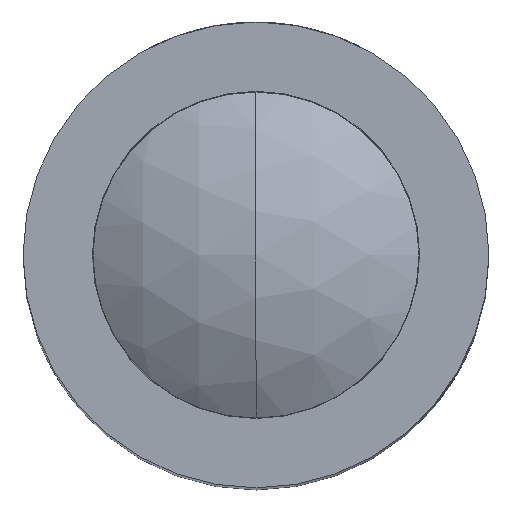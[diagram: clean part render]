
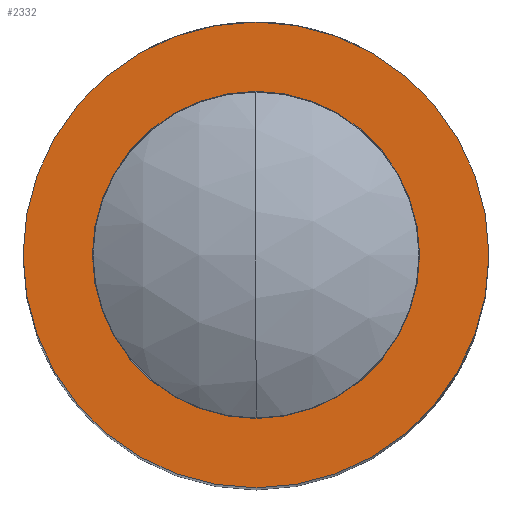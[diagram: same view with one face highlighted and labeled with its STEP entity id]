
A CAD part, top view. The second image highlights one B-rep face of the part: STEP entity #2332.
In plain terms, the highlighted planar face has unit normal (0, 0, 1).
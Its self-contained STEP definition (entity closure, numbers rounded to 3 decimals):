
#119 = CARTESIAN_POINT ( 'NONE',  ( 0., -2.007, 67.732 ) ) ;
#904 = DIRECTION ( 'NONE',  ( 0., -1., 0. ) ) ;
#963 = EDGE_LOOP ( 'NONE', ( #1736, #6331 ) ) ;
#1169 = EDGE_LOOP ( 'NONE', ( #5598, #7164 ) ) ;
#1223 = DIRECTION ( 'NONE',  ( 0., -1., 0. ) ) ;
#1287 = EDGE_CURVE ( 'NONE', #2605, #8397, #7316, .T. ) ;
#1365 = EDGE_CURVE ( 'NONE', #7480, #6070, #5280, .T. ) ;
#1736 = ORIENTED_EDGE ( 'NONE', *, *, #2645, .F. ) ;
#1849 = CARTESIAN_POINT ( 'NONE',  ( 0., 0., 67.732 ) ) ;
#2062 = AXIS2_PLACEMENT_3D ( 'NONE', #3552, #6773, #7504 ) ;
#2332 = ADVANCED_FACE ( 'NONE', ( #3055, #6578 ), #3705, .T. ) ;
#2588 = CIRCLE ( 'NONE', #3006, 2.857 ) ;
#2605 = VERTEX_POINT ( 'NONE', #6799 ) ;
#2645 = EDGE_CURVE ( 'NONE', #6070, #7480, #4144, .T. ) ;
#2672 = AXIS2_PLACEMENT_3D ( 'NONE', #3132, #3111, #7611 ) ;
#3006 = AXIS2_PLACEMENT_3D ( 'NONE', #5292, #3345, #3377 ) ;
#3055 = FACE_BOUND ( 'NONE', #963, .T. ) ;
#3111 = DIRECTION ( 'NONE',  ( 0., 0., 1. ) ) ;
#3132 = CARTESIAN_POINT ( 'NONE',  ( 0., 0., 67.732 ) ) ;
#3345 = DIRECTION ( 'NONE',  ( 0., 0., 1. ) ) ;
#3377 = DIRECTION ( 'NONE',  ( 0., -1., 0. ) ) ;
#3449 = EDGE_CURVE ( 'NONE', #8397, #2605, #2588, .T. ) ;
#3552 = CARTESIAN_POINT ( 'NONE',  ( 0., 0., 67.732 ) ) ;
#3705 = PLANE ( 'NONE',  #8392 ) ;
#4144 = CIRCLE ( 'NONE', #2672, 2.007 ) ;
#4202 = CARTESIAN_POINT ( 'NONE',  ( 0., 0., 67.732 ) ) ;
#4333 = CARTESIAN_POINT ( 'NONE',  ( 0., 2.007, 67.732 ) ) ;
#4878 = DIRECTION ( 'NONE',  ( 0., 0., 1. ) ) ;
#5280 = CIRCLE ( 'NONE', #5675, 2.007 ) ;
#5292 = CARTESIAN_POINT ( 'NONE',  ( 0., 0., 67.732 ) ) ;
#5598 = ORIENTED_EDGE ( 'NONE', *, *, #3449, .T. ) ;
#5675 = AXIS2_PLACEMENT_3D ( 'NONE', #4202, #4878, #904 ) ;
#6070 = VERTEX_POINT ( 'NONE', #119 ) ;
#6331 = ORIENTED_EDGE ( 'NONE', *, *, #1365, .F. ) ;
#6578 = FACE_OUTER_BOUND ( 'NONE', #1169, .T. ) ;
#6704 = CARTESIAN_POINT ( 'NONE',  ( 0., -2.858, 67.732 ) ) ;
#6773 = DIRECTION ( 'NONE',  ( 0., 0., 1. ) ) ;
#6799 = CARTESIAN_POINT ( 'NONE',  ( 0., 2.857, 67.732 ) ) ;
#7023 = DIRECTION ( 'NONE',  ( 0., 0., 1. ) ) ;
#7164 = ORIENTED_EDGE ( 'NONE', *, *, #1287, .T. ) ;
#7316 = CIRCLE ( 'NONE', #2062, 2.857 ) ;
#7480 = VERTEX_POINT ( 'NONE', #4333 ) ;
#7504 = DIRECTION ( 'NONE',  ( 0., -1., 0. ) ) ;
#7611 = DIRECTION ( 'NONE',  ( 0., -1., 0. ) ) ;
#8392 = AXIS2_PLACEMENT_3D ( 'NONE', #1849, #7023, #1223 ) ;
#8397 = VERTEX_POINT ( 'NONE', #6704 ) ;
